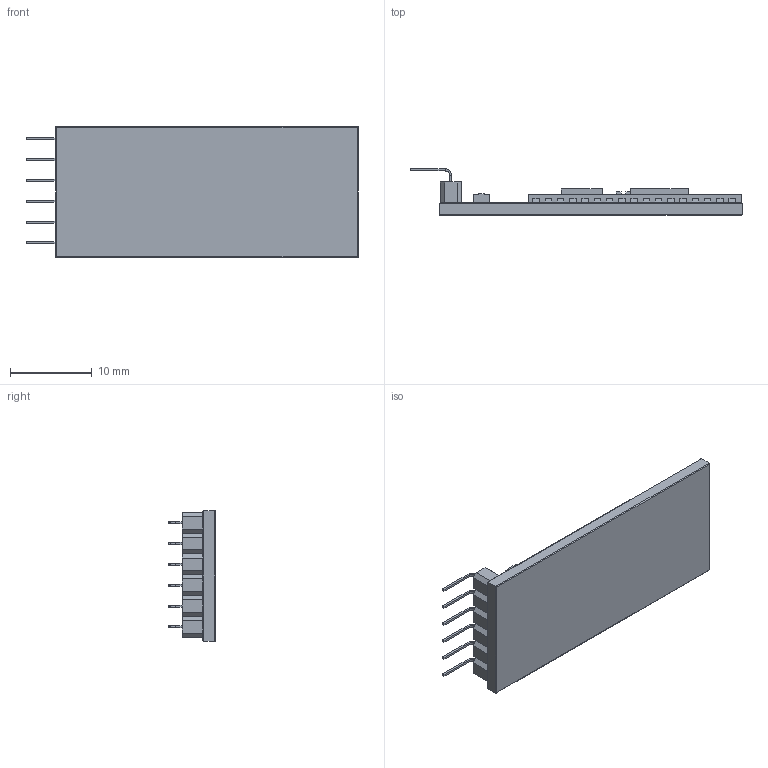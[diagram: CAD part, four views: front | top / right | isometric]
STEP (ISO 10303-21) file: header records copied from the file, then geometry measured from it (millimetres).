
FILE_DESCRIPTION (( 'STEP AP203' ), '1' );
FILE_NAME ('HC05.STEP', '2020-04-17T16:19:02', ( '' ), ( '' ), 'SwSTEP 2.0', 'SolidWorks 2018', '' );
FILE_SCHEMA (( 'CONFIG_CONTROL_DESIGN' ));
Length unit declared in the file: millimetre
Products named in the file (1): HC05
Bounding box: 40.62 x 5.67 x 16 mm (x, y, z)
Volume: 1392.2 mm3; surface area: 1629.9 mm2
Topology: 1 solids, 1 shells, 429 faces, 1121 edges, 716 vertices
Faces by surface type: plane 409, cylinder 20
Entity records: 12864 total; most frequent: CARTESIAN_POINT 2291, ORIENTED_EDGE 2242, DIRECTION 1997, EDGE_CURVE 1121, VECTOR 1089, LINE 1089, VERTEX_POINT 716, AXIS2_PLACEMENT_3D 454
